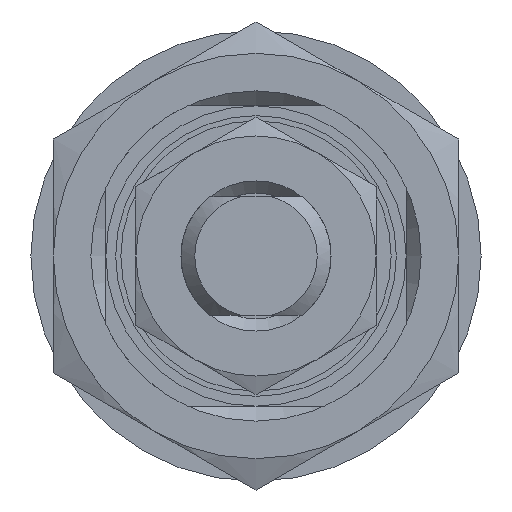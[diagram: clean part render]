
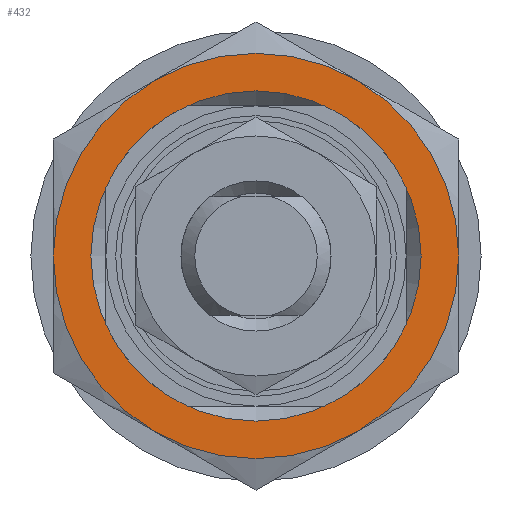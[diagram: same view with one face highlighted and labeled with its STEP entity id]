
A CAD part, front view. The second image highlights one B-rep face of the part: STEP entity #432.
In plain terms, the highlighted planar face has unit normal (0, -1, 0).
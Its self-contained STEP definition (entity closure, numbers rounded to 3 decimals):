
#432 = ADVANCED_FACE( '', ( #857, #858 ), #859, .T. );
#857 = FACE_OUTER_BOUND( '', #1282, .T. );
#858 = FACE_BOUND( '', #1283, .T. );
#859 = PLANE( '', #1284 );
#1282 = EDGE_LOOP( '', ( #2146, #2147, #2148, #2149, #2150, #2151 ) );
#1283 = EDGE_LOOP( '', ( #2152 ) );
#1284 = AXIS2_PLACEMENT_3D( '', #2153, #2154, #2155 );
#2146 = ORIENTED_EDGE( '', *, *, #2641, .T. );
#2147 = ORIENTED_EDGE( '', *, *, #2682, .T. );
#2148 = ORIENTED_EDGE( '', *, *, #2503, .T. );
#2149 = ORIENTED_EDGE( '', *, *, #2623, .T. );
#2150 = ORIENTED_EDGE( '', *, *, #2583, .T. );
#2151 = ORIENTED_EDGE( '', *, *, #2475, .T. );
#2152 = ORIENTED_EDGE( '', *, *, #2557, .F. );
#2153 = CARTESIAN_POINT( '', ( 11., -4.8, 0. ) );
#2154 = DIRECTION( '', ( 0., -1., 0. ) );
#2155 = DIRECTION( '', ( 0., 0., -1. ) );
#2475 = EDGE_CURVE( '', #2739, #2930, #2931, .T. );
#2503 = EDGE_CURVE( '', #2844, #2972, #2973, .T. );
#2557 = EDGE_CURVE( '', #3050, #3050, #3051, .T. );
#2583 = EDGE_CURVE( '', #2926, #2739, #3087, .T. );
#2623 = EDGE_CURVE( '', #2972, #2926, #3140, .T. );
#2641 = EDGE_CURVE( '', #2930, #2947, #3161, .T. );
#2682 = EDGE_CURVE( '', #2947, #2844, #3211, .T. );
#2739 = VERTEX_POINT( '', #3294 );
#2844 = VERTEX_POINT( '', #3486 );
#2926 = VERTEX_POINT( '', #3638 );
#2930 = VERTEX_POINT( '', #3652 );
#2931 = CIRCLE( '', #3653, 13.5 );
#2947 = VERTEX_POINT( '', #3678 );
#2972 = VERTEX_POINT( '', #3730 );
#2973 = CIRCLE( '', #3731, 13.5 );
#3050 = VERTEX_POINT( '', #3838 );
#3051 = CIRCLE( '', #3839, 11. );
#3087 = CIRCLE( '', #3902, 13.5 );
#3140 = CIRCLE( '', #3985, 13.5 );
#3161 = CIRCLE( '', #4026, 13.5 );
#3211 = CIRCLE( '', #4093, 13.5 );
#3294 = CARTESIAN_POINT( '', ( -6.75, -4.8, -11.691 ) );
#3486 = CARTESIAN_POINT( '', ( 6.75, -4.8, 11.691 ) );
#3638 = CARTESIAN_POINT( '', ( -13.5, -4.8, 0. ) );
#3652 = CARTESIAN_POINT( '', ( 6.75, -4.8, -11.691 ) );
#3653 = AXIS2_PLACEMENT_3D( '', #4263, #4264, #4265 );
#3678 = CARTESIAN_POINT( '', ( 13.5, -4.8, 0. ) );
#3730 = CARTESIAN_POINT( '', ( -6.75, -4.8, 11.691 ) );
#3731 = AXIS2_PLACEMENT_3D( '', #4296, #4297, #4298 );
#3838 = CARTESIAN_POINT( '', ( 0., -4.8, -11. ) );
#3839 = AXIS2_PLACEMENT_3D( '', #4372, #4373, #4374 );
#3902 = AXIS2_PLACEMENT_3D( '', #4400, #4401, #4402 );
#3985 = AXIS2_PLACEMENT_3D( '', #4449, #4450, #4451 );
#4026 = AXIS2_PLACEMENT_3D( '', #4460, #4461, #4462 );
#4093 = AXIS2_PLACEMENT_3D( '', #4505, #4506, #4507 );
#4263 = CARTESIAN_POINT( '', ( 0., -4.8, 0. ) );
#4264 = DIRECTION( '', ( 0., -1., 0. ) );
#4265 = DIRECTION( '', ( 0., 0., -1. ) );
#4296 = CARTESIAN_POINT( '', ( 0., -4.8, 0. ) );
#4297 = DIRECTION( '', ( 0., -1., 0. ) );
#4298 = DIRECTION( '', ( 0., 0., -1. ) );
#4372 = CARTESIAN_POINT( '', ( 0., -4.8, 0. ) );
#4373 = DIRECTION( '', ( 0., -1., 0. ) );
#4374 = DIRECTION( '', ( 0., 0., -1. ) );
#4400 = CARTESIAN_POINT( '', ( 0., -4.8, 0. ) );
#4401 = DIRECTION( '', ( 0., -1., 0. ) );
#4402 = DIRECTION( '', ( 0., 0., -1. ) );
#4449 = CARTESIAN_POINT( '', ( 0., -4.8, 0. ) );
#4450 = DIRECTION( '', ( 0., -1., 0. ) );
#4451 = DIRECTION( '', ( 0., 0., -1. ) );
#4460 = CARTESIAN_POINT( '', ( 0., -4.8, 0. ) );
#4461 = DIRECTION( '', ( 0., -1., 0. ) );
#4462 = DIRECTION( '', ( 0., 0., -1. ) );
#4505 = CARTESIAN_POINT( '', ( 0., -4.8, 0. ) );
#4506 = DIRECTION( '', ( 0., -1., 0. ) );
#4507 = DIRECTION( '', ( 0., 0., -1. ) );
